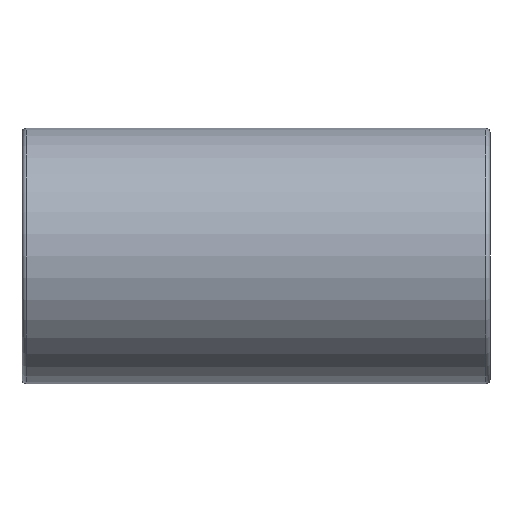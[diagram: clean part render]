
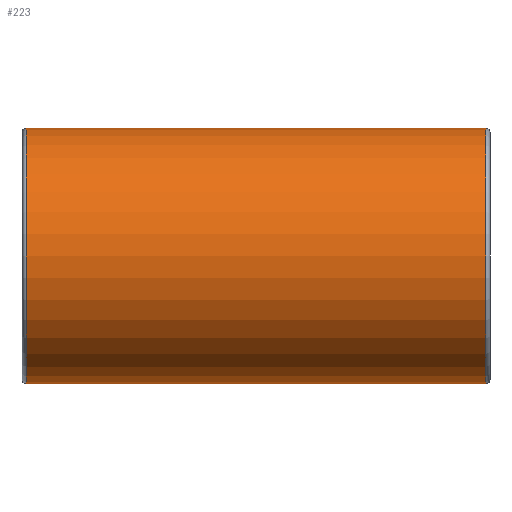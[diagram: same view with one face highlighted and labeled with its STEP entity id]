
A CAD part, front view. The second image highlights one B-rep face of the part: STEP entity #223.
In plain terms, the highlighted cylindrical face has radius 6 mm (diameter 12 mm), a partial arc.
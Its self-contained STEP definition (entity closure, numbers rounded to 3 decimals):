
#17 = ORIENTED_EDGE ( 'NONE', *, *, #246, .F. ) ;
#18 = ORIENTED_EDGE ( 'NONE', *, *, #241, .T. ) ;
#19 = ORIENTED_EDGE ( 'NONE', *, *, #232, .T. ) ;
#20 = ORIENTED_EDGE ( 'NONE', *, *, #250, .T. ) ;
#36 = CYLINDRICAL_SURFACE ( 'NONE', #228, 6. ) ;
#46 = EDGE_LOOP ( 'NONE', ( #17, #18, #19, #20 ) ) ;
#47 = VERTEX_POINT ( 'NONE', #325 ) ;
#48 = VERTEX_POINT ( 'NONE', #55 ) ;
#53 = CARTESIAN_POINT ( 'NONE',  ( -68.332, 0., 0. ) ) ;
#54 = DIRECTION ( 'NONE',  ( 0., 0., 1. ) ) ;
#55 = CARTESIAN_POINT ( 'NONE',  ( -10.8, 0., -6. ) ) ;
#58 = DIRECTION ( 'NONE',  ( -1., 0., 0. ) ) ;
#62 = FACE_OUTER_BOUND ( 'NONE', #46, .T. ) ;
#96 = CARTESIAN_POINT ( 'NONE',  ( -68.332, 0., 6. ) ) ;
#104 = LINE ( 'NONE', #96, #107 ) ;
#107 = VECTOR ( 'NONE', #298, 1000. ) ;
#109 = LINE ( 'NONE', #341, #114 ) ;
#114 = VECTOR ( 'NONE', #342, 1000. ) ;
#115 = CIRCLE ( 'NONE', #262, 6. ) ;
#122 = CIRCLE ( 'NONE', #267, 6. ) ;
#133 = CARTESIAN_POINT ( 'NONE',  ( 10.8, 0., 6. ) ) ;
#148 = CARTESIAN_POINT ( 'NONE',  ( 10.8, 0., -6. ) ) ;
#223 = ADVANCED_FACE ( 'NONE', ( #62 ), #36, .T. ) ;
#228 = AXIS2_PLACEMENT_3D ( 'NONE', #53, #58, #54 ) ;
#232 = EDGE_CURVE ( 'NONE', #326, #47, #104, .T. ) ;
#241 = EDGE_CURVE ( 'NONE', #330, #326, #115, .T. ) ;
#246 = EDGE_CURVE ( 'NONE', #330, #48, #109, .T. ) ;
#250 = EDGE_CURVE ( 'NONE', #47, #48, #122, .T. ) ;
#262 = AXIS2_PLACEMENT_3D ( 'NONE', #335, #337, #338 ) ;
#267 = AXIS2_PLACEMENT_3D ( 'NONE', #343, #351, #352 ) ;
#298 = DIRECTION ( 'NONE',  ( -1., 0., 0. ) ) ;
#325 = CARTESIAN_POINT ( 'NONE',  ( -10.8, 0., 6. ) ) ;
#326 = VERTEX_POINT ( 'NONE', #133 ) ;
#330 = VERTEX_POINT ( 'NONE', #148 ) ;
#335 = CARTESIAN_POINT ( 'NONE',  ( 10.8, 0., 0. ) ) ;
#337 = DIRECTION ( 'NONE',  ( -1., 0., 0. ) ) ;
#338 = DIRECTION ( 'NONE',  ( 0., 0., 1. ) ) ;
#341 = CARTESIAN_POINT ( 'NONE',  ( -68.332, 0., -6. ) ) ;
#342 = DIRECTION ( 'NONE',  ( -1., 0., 0. ) ) ;
#343 = CARTESIAN_POINT ( 'NONE',  ( -10.8, 0., 0. ) ) ;
#351 = DIRECTION ( 'NONE',  ( 1., 0., 0. ) ) ;
#352 = DIRECTION ( 'NONE',  ( 0., 0., -1. ) ) ;
